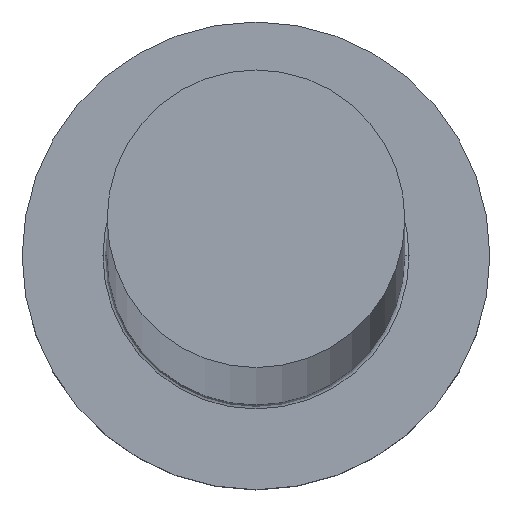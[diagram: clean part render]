
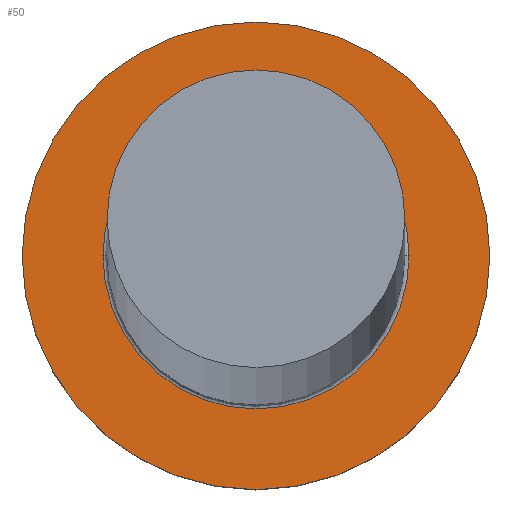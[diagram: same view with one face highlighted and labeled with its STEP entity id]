
A CAD part, top view. The second image highlights one B-rep face of the part: STEP entity #50.
In plain terms, the highlighted planar face has unit normal (0, 0, 1).
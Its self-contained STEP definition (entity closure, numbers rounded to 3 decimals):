
#1 = AXIS2_PLACEMENT_3D ( 'NONE', #166, #261, #217 ) ;
#6 = FACE_OUTER_BOUND ( 'NONE', #129, .T. ) ;
#11 = CARTESIAN_POINT ( 'NONE',  ( 0., 0., 7. ) ) ;
#17 = CARTESIAN_POINT ( 'NONE',  ( 11., 0., 7. ) ) ;
#24 = AXIS2_PLACEMENT_3D ( 'NONE', #193, #225, #52 ) ;
#40 = CIRCLE ( 'NONE', #199, 11. ) ;
#42 = DIRECTION ( 'NONE',  ( 1., 0., 0. ) ) ;
#49 = CIRCLE ( 'NONE', #220, 7.2 ) ;
#50 = ADVANCED_FACE ( 'NONE', ( #266, #6 ), #173, .T. ) ;
#52 = DIRECTION ( 'NONE',  ( 1., 0., 0. ) ) ;
#65 = DIRECTION ( 'NONE',  ( 0., 0., -1. ) ) ;
#84 = ORIENTED_EDGE ( 'NONE', *, *, #190, .T. ) ;
#90 = CIRCLE ( 'NONE', #265, 11. ) ;
#95 = CARTESIAN_POINT ( 'NONE',  ( -7.2, 0., 7. ) ) ;
#100 = CIRCLE ( 'NONE', #1, 7.2 ) ;
#109 = ORIENTED_EDGE ( 'NONE', *, *, #184, .T. ) ;
#111 = DIRECTION ( 'NONE',  ( 0., 0., 1. ) ) ;
#112 = CARTESIAN_POINT ( 'NONE',  ( 0., 0., 7. ) ) ;
#117 = CARTESIAN_POINT ( 'NONE',  ( -11., 0., 7. ) ) ;
#129 = EDGE_LOOP ( 'NONE', ( #84, #159 ) ) ;
#159 = ORIENTED_EDGE ( 'NONE', *, *, #270, .T. ) ;
#160 = CARTESIAN_POINT ( 'NONE',  ( 7.2, 0., 7. ) ) ;
#166 = CARTESIAN_POINT ( 'NONE',  ( 0., 0., 7. ) ) ;
#173 = PLANE ( 'NONE',  #24 ) ;
#174 = VERTEX_POINT ( 'NONE', #17 ) ;
#184 = EDGE_CURVE ( 'NONE', #200, #253, #49, .T. ) ;
#190 = EDGE_CURVE ( 'NONE', #246, #174, #90, .T. ) ;
#193 = CARTESIAN_POINT ( 'NONE',  ( 0., 0., 7. ) ) ;
#198 = DIRECTION ( 'NONE',  ( 0., 0., 1. ) ) ;
#199 = AXIS2_PLACEMENT_3D ( 'NONE', #11, #198, #251 ) ;
#200 = VERTEX_POINT ( 'NONE', #160 ) ;
#202 = ORIENTED_EDGE ( 'NONE', *, *, #219, .T. ) ;
#217 = DIRECTION ( 'NONE',  ( 1., 0., 0. ) ) ;
#219 = EDGE_CURVE ( 'NONE', #253, #200, #100, .T. ) ;
#220 = AXIS2_PLACEMENT_3D ( 'NONE', #278, #65, #258 ) ;
#225 = DIRECTION ( 'NONE',  ( 0., 0., 1. ) ) ;
#246 = VERTEX_POINT ( 'NONE', #117 ) ;
#251 = DIRECTION ( 'NONE',  ( 1., 0., 0. ) ) ;
#253 = VERTEX_POINT ( 'NONE', #95 ) ;
#258 = DIRECTION ( 'NONE',  ( 1., 0., 0. ) ) ;
#261 = DIRECTION ( 'NONE',  ( 0., 0., -1. ) ) ;
#265 = AXIS2_PLACEMENT_3D ( 'NONE', #112, #111, #42 ) ;
#266 = FACE_BOUND ( 'NONE', #272, .T. ) ;
#270 = EDGE_CURVE ( 'NONE', #174, #246, #40, .T. ) ;
#272 = EDGE_LOOP ( 'NONE', ( #109, #202 ) ) ;
#278 = CARTESIAN_POINT ( 'NONE',  ( 0., 0., 7. ) ) ;
